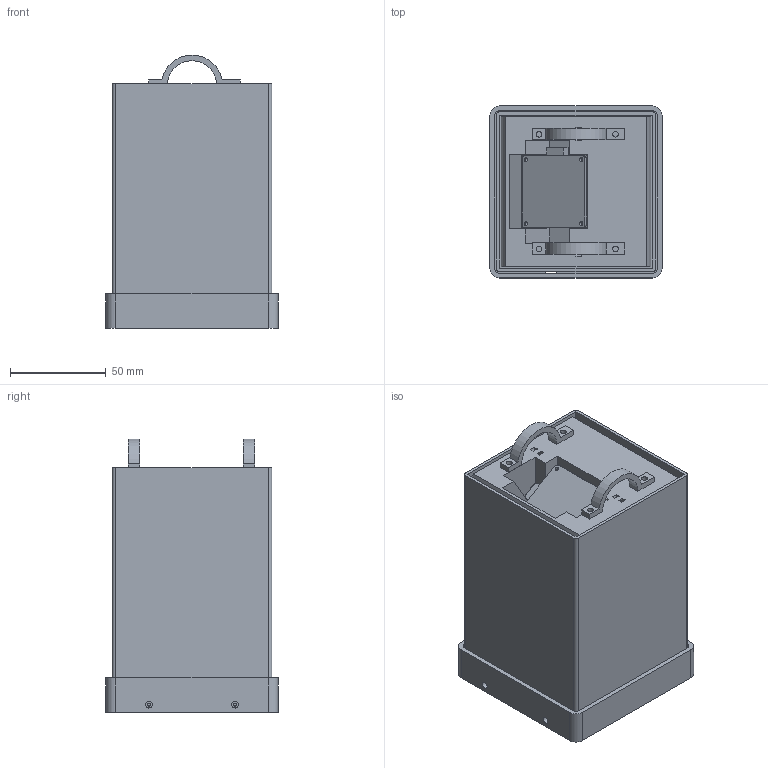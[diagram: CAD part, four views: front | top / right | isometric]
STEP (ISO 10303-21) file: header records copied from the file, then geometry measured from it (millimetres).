
FILE_DESCRIPTION(/* description */ (''),/* implementation_level */ '2;1');
FILE_NAME(/* name */ 'Fish scanner_Fish scanner v1.step',/* time_stamp */ '2023-11-14T16:10:36-06:00',/* author */ (''),/* organization */ (''),/* preprocessor_version */ 'ST-DEVELOPER v20',/* originating_system */ 'Autodesk Translation Framework v12.14.0.127',/* authorisation */ '');
FILE_SCHEMA (('AUTOMOTIVE_DESIGN { 1 0 10303 214 3 1 1 }'));
Length unit declared in the file: millimetre
Products named in the file (1): Fish scanner_Fish scanner
Bounding box: 90 x 90 x 143.35 mm (x, y, z)
Volume: 277226.3 mm3; surface area: 156520.9 mm2
Topology: 10 solids, 10 shells, 276 faces, 717 edges, 478 vertices
Faces by surface type: plane 196, cylinder 80
Full cylindrical faces by diameter (mm): 1.5 x2, 2 x10, 3 x9, 3.5 x2, 4 x2, 12.6 x1, 14.15 x1, 15 x1, 15.35 x1, 22 x1
Entity records: 8629 total; most frequent: CARTESIAN_POINT 1546, ORIENTED_EDGE 1434, DIRECTION 1427, EDGE_CURVE 717, LINE 549, VECTOR 549, VERTEX_POINT 478, AXIS2_PLACEMENT_3D 439
